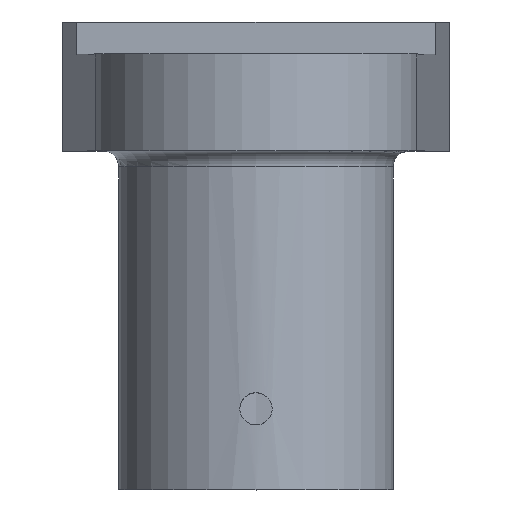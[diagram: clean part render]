
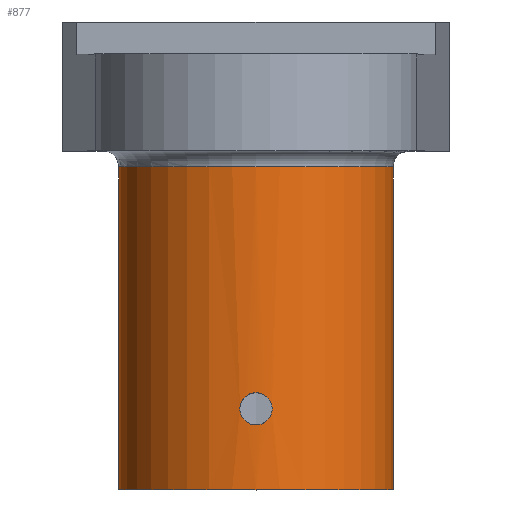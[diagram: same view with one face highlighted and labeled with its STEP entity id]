
A CAD part, top view. The second image highlights one B-rep face of the part: STEP entity #877.
In plain terms, the highlighted cylindrical face has radius 42.5 mm (diameter 85 mm), a partial arc.
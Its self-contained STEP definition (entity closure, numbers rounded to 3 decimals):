
#208=DIRECTION('',(0.,1.,0.));
#209=VECTOR('',#208,100.);
#210=CARTESIAN_POINT('',(42.5,-145.,0.));
#211=LINE('',#210,#209);
#270=CARTESIAN_POINT('',(5.,-120.,42.205));
#271=CARTESIAN_POINT('',(5.,-119.555,42.205));
#272=CARTESIAN_POINT('',(4.886,-118.699,42.219));
#273=CARTESIAN_POINT('',(4.382,-117.473,42.275));
#274=CARTESIAN_POINT('',(3.576,-116.424,42.353));
#275=CARTESIAN_POINT('',(2.526,-115.618,42.43));
#276=CARTESIAN_POINT('',(1.306,-115.114,42.486));
#277=CARTESIAN_POINT('',(0.,-114.943,
42.507));
#278=CARTESIAN_POINT('',(-1.306,-115.114,42.486));
#279=CARTESIAN_POINT('',(-2.526,-115.618,42.43));
#280=CARTESIAN_POINT('',(-3.576,-116.424,42.353));
#281=CARTESIAN_POINT('',(-4.382,-117.473,42.275));
#282=CARTESIAN_POINT('',(-4.886,-118.699,42.219));
#283=CARTESIAN_POINT('',(-5.,-119.555,42.205));
#284=CARTESIAN_POINT('',(-5.,-120.,42.205));
#286=CARTESIAN_POINT('',(-5.,-120.,42.205));
#287=CARTESIAN_POINT('',(-5.,-120.445,42.205));
#288=CARTESIAN_POINT('',(-4.886,-121.301,42.219));
#289=CARTESIAN_POINT('',(-4.382,-122.527,42.275));
#290=CARTESIAN_POINT('',(-3.576,-123.576,42.353));
#291=CARTESIAN_POINT('',(-2.526,-124.382,42.43));
#292=CARTESIAN_POINT('',(-1.306,-124.886,42.486));
#293=CARTESIAN_POINT('',(0.,-125.057,42.507));
#294=CARTESIAN_POINT('',(1.306,-124.886,42.486));
#295=CARTESIAN_POINT('',(2.526,-124.382,42.43));
#296=CARTESIAN_POINT('',(3.576,-123.576,42.353));
#297=CARTESIAN_POINT('',(4.382,-122.527,42.275));
#298=CARTESIAN_POINT('',(4.886,-121.301,42.219));
#299=CARTESIAN_POINT('',(5.,-120.445,42.205));
#300=CARTESIAN_POINT('',(5.,-120.,42.205));
#302=CARTESIAN_POINT('',(0.,-45.,0.));
#303=DIRECTION('',(0.,-1.,0.));
#304=DIRECTION('',(1.,0.,0.));
#305=AXIS2_PLACEMENT_3D('',#302,#303,#304);
#307=DIRECTION('',(0.,1.,0.));
#308=VECTOR('',#307,100.);
#309=CARTESIAN_POINT('',(-42.5,-145.,0.));
#310=LINE('',#309,#308);
#449=CARTESIAN_POINT('',(0.,-145.,0.));
#450=DIRECTION('',(0.,-1.,0.));
#451=DIRECTION('',(1.,0.,0.));
#452=AXIS2_PLACEMENT_3D('',#449,#450,#451);
#477=CARTESIAN_POINT('',(42.5,-145.,0.));
#478=CARTESIAN_POINT('',(-42.5,-145.,0.));
#479=VERTEX_POINT('',#477);
#480=VERTEX_POINT('',#478);
#497=VERTEX_POINT('',#270);
#498=VERTEX_POINT('',#284);
#535=CARTESIAN_POINT('',(42.5,-45.,0.));
#536=CARTESIAN_POINT('',(-42.5,-45.,0.));
#537=VERTEX_POINT('',#535);
#538=VERTEX_POINT('',#536);
#859=CARTESIAN_POINT('',(0.,-145.,0.));
#860=DIRECTION('',(0.,-1.,0.));
#861=DIRECTION('',(-1.,0.,0.));
#862=AXIS2_PLACEMENT_3D('',#859,#860,#861);
#863=CYLINDRICAL_SURFACE('',#862,42.5);
#864=ORIENTED_EDGE('',*,*,#734,.F.);
#865=ORIENTED_EDGE('',*,*,#807,.F.);
#867=ORIENTED_EDGE('',*,*,#866,.T.);
#868=ORIENTED_EDGE('',*,*,#803,.T.);
#869=EDGE_LOOP('',(#864,#865,#867,#868));
#870=FACE_OUTER_BOUND('',#869,.F.);
#872=ORIENTED_EDGE('',*,*,#871,.T.);
#874=ORIENTED_EDGE('',*,*,#873,.T.);
#875=EDGE_LOOP('',(#872,#874));
#876=FACE_BOUND('',#875,.F.);
#285=B_SPLINE_CURVE_WITH_KNOTS('',3,(#270,#271,#272,#273,#274,#275,#276,#277,
#278,#279,#280,#281,#282,#283,#284),.UNSPECIFIED.,.F.,.F.,(4,1,1,1,1,1,1,1,1,1,
1,1,4),(0.,0.083,0.167,0.25,0.333,
0.417,0.5,0.583,0.667,0.75,
0.833,0.917,1.),.UNSPECIFIED.);
#301=B_SPLINE_CURVE_WITH_KNOTS('',3,(#286,#287,#288,#289,#290,#291,#292,#293,
#294,#295,#296,#297,#298,#299,#300),.UNSPECIFIED.,.F.,.F.,(4,1,1,1,1,1,1,1,1,1,
1,1,4),(0.,0.083,0.167,0.25,0.333,
0.417,0.5,0.583,0.667,0.75,
0.833,0.917,1.),.UNSPECIFIED.);
#306=CIRCLE('',#305,42.5);
#453=CIRCLE('',#452,42.5);
#734=EDGE_CURVE('',#537,#538,#306,.T.);
#803=EDGE_CURVE('',#480,#538,#310,.T.);
#807=EDGE_CURVE('',#479,#537,#211,.T.);
#866=EDGE_CURVE('',#479,#480,#453,.T.);
#871=EDGE_CURVE('',#497,#498,#285,.T.);
#873=EDGE_CURVE('',#498,#497,#301,.T.);
#877=ADVANCED_FACE('',(#870,#876),#863,.T.);
